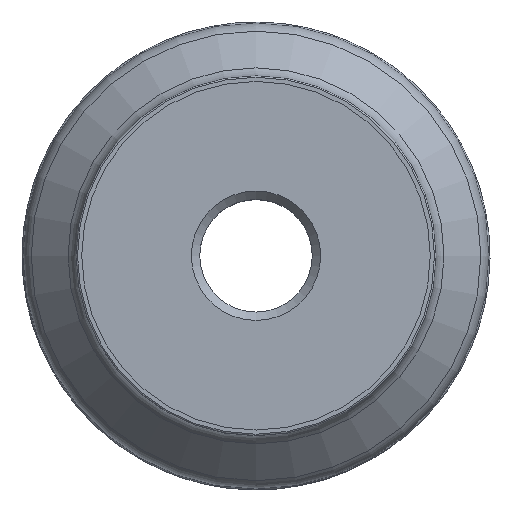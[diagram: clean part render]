
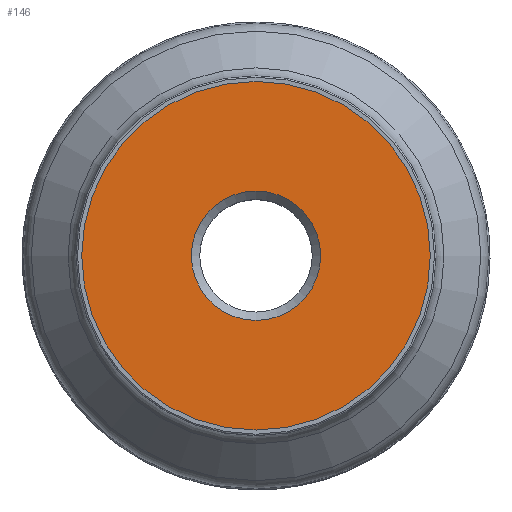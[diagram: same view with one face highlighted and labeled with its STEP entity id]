
A CAD part, top view. The second image highlights one B-rep face of the part: STEP entity #146.
In plain terms, the highlighted planar face has unit normal (0, 0, 1).
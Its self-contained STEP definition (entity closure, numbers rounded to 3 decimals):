
#124=PLANE('',#583);
#146=ADVANCED_FACE('CLONE_TP_FACE',(#197,#198),#124,.F.);
#197=FACE_BOUND('',#246,.T.);
#198=FACE_BOUND('',#247,.T.);
#246=EDGE_LOOP('',(#294));
#247=EDGE_LOOP('',(#295));
#294=ORIENTED_EDGE('',*,*,#347,.F.);
#295=ORIENTED_EDGE('',*,*,#340,.F.);
#315=VERTEX_POINT('',#804);
#322=VERTEX_POINT('',#825);
#340=EDGE_CURVE('',#315,#315,#364,.T.);
#347=EDGE_CURVE('',#322,#322,#371,.T.);
#364=CIRCLE('',#568,62.);
#371=CIRCLE('',#582,23.006);
#568=AXIS2_PLACEMENT_3D('',#803,#680,#681);
#582=AXIS2_PLACEMENT_3D('',#824,#708,#709);
#583=AXIS2_PLACEMENT_3D('',#826,#710,#711);
#680=DIRECTION('',(0.,0.,-1.));
#681=DIRECTION('',(-1.,0.,0.));
#708=DIRECTION('',(0.,0.,1.));
#709=DIRECTION('',(-1.,0.,0.));
#710=DIRECTION('',(0.,0.,-1.));
#711=DIRECTION('',(-1.,0.,0.));
#803=CARTESIAN_POINT('',(0.,0.,0.));
#804=CARTESIAN_POINT('',(-62.,0.,0.));
#824=CARTESIAN_POINT('',(0.,0.,0.));
#825=CARTESIAN_POINT('',(-23.006,0.,0.));
#826=CARTESIAN_POINT('',(-64.,0.,0.));
